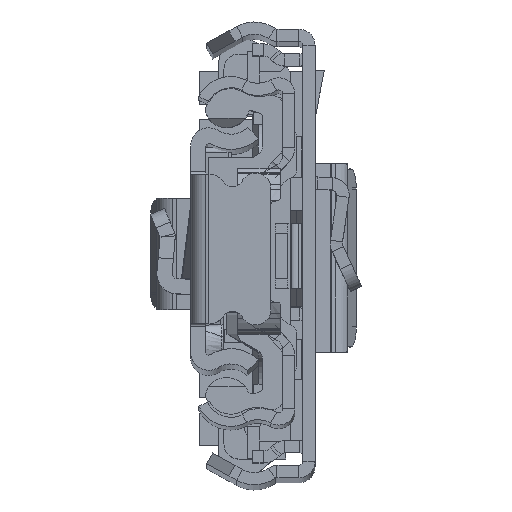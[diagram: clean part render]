
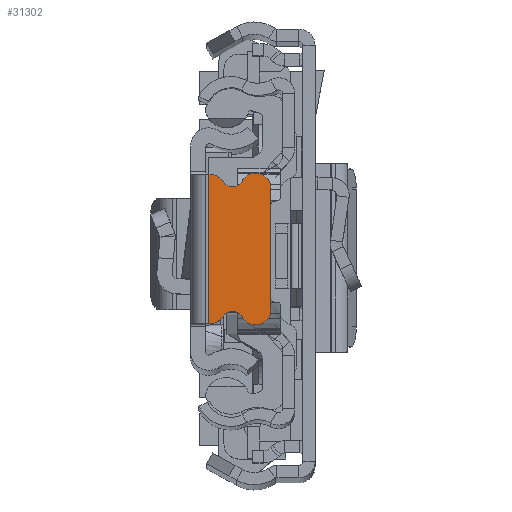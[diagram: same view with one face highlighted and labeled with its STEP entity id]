
A CAD part, top view. The second image highlights one B-rep face of the part: STEP entity #31302.
In plain terms, the highlighted planar face has unit normal (0, 0, 1).
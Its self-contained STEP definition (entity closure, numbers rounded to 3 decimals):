
#373 = DIRECTION ( 'NONE',  ( 1., 0., 0. ) ) ;
#1228 = AXIS2_PLACEMENT_3D ( 'NONE', #27323, #11395, #16497 ) ;
#1443 = CARTESIAN_POINT ( 'NONE',  ( -1.929, -5.87, 0. ) ) ;
#2695 = LINE ( 'NONE', #34247, #15778 ) ;
#2777 = FACE_OUTER_BOUND ( 'NONE', #28155, .T. ) ;
#2919 = ORIENTED_EDGE ( 'NONE', *, *, #26959, .T. ) ;
#3068 = ORIENTED_EDGE ( 'NONE', *, *, #12894, .T. ) ;
#3827 = DIRECTION ( 'NONE',  ( 0., 0., 1. ) ) ;
#4009 = CARTESIAN_POINT ( 'NONE',  ( -6.429, 6., 0. ) ) ;
#4289 = CIRCLE ( 'NONE', #13294, 1.5 ) ;
#4463 = VECTOR ( 'NONE', #5118, 1000. ) ;
#4482 = ORIENTED_EDGE ( 'NONE', *, *, #21356, .T. ) ;
#5118 = DIRECTION ( 'NONE',  ( 1., 0., 0. ) ) ;
#5251 = VERTEX_POINT ( 'NONE', #10302 ) ;
#5471 = DIRECTION ( 'NONE',  ( -1., 0., 0. ) ) ;
#5696 = VECTOR ( 'NONE', #29781, 1000. ) ;
#6015 = CIRCLE ( 'NONE', #8262, 1.1 ) ;
#6087 = VERTEX_POINT ( 'NONE', #21239 ) ;
#6303 = PLANE ( 'NONE',  #9511 ) ;
#6500 = EDGE_CURVE ( 'NONE', #15382, #20836, #10563, .T. ) ;
#7339 = AXIS2_PLACEMENT_3D ( 'NONE', #32675, #8708, #373 ) ;
#7522 = EDGE_CURVE ( 'NONE', #5251, #25350, #31054, .T. ) ;
#7765 = EDGE_CURVE ( 'NONE', #20836, #5251, #16344, .T. ) ;
#8262 = AXIS2_PLACEMENT_3D ( 'NONE', #20279, #12558, #25155 ) ;
#8708 = DIRECTION ( 'NONE',  ( 0., 0., 1. ) ) ;
#9511 = AXIS2_PLACEMENT_3D ( 'NONE', #32413, #19129, #24502 ) ;
#10088 = CARTESIAN_POINT ( 'NONE',  ( -1.929, 7.37, 0. ) ) ;
#10302 = CARTESIAN_POINT ( 'NONE',  ( -1.75, -7.37, 0. ) ) ;
#10563 = LINE ( 'NONE', #34188, #4463 ) ;
#11395 = DIRECTION ( 'NONE',  ( 0., 0., -1. ) ) ;
#12114 = CARTESIAN_POINT ( 'NONE',  ( -7.929, 6., 0. ) ) ;
#12558 = DIRECTION ( 'NONE',  ( 0., 0., -1. ) ) ;
#12894 = EDGE_CURVE ( 'NONE', #27279, #23176, #30826, .T. ) ;
#13294 = AXIS2_PLACEMENT_3D ( 'NONE', #1443, #17654, #21445 ) ;
#13369 = DIRECTION ( 'NONE',  ( 0., 0., 1. ) ) ;
#13568 = EDGE_CURVE ( 'NONE', #32502, #27279, #2695, .T. ) ;
#13714 = CARTESIAN_POINT ( 'NONE',  ( -1.75, 7.37, 0. ) ) ;
#13817 = ORIENTED_EDGE ( 'NONE', *, *, #22979, .T. ) ;
#14085 = VECTOR ( 'NONE', #17437, 1000. ) ;
#14248 = CIRCLE ( 'NONE', #22603, 1.5 ) ;
#15240 = CARTESIAN_POINT ( 'NONE',  ( -3.206, -6.658, 0. ) ) ;
#15382 = VERTEX_POINT ( 'NONE', #10088 ) ;
#15778 = VECTOR ( 'NONE', #28826, 1000. ) ;
#16179 = EDGE_CURVE ( 'NONE', #20681, #32502, #14248, .T. ) ;
#16344 = LINE ( 'NONE', #22097, #5696 ) ;
#16497 = DIRECTION ( 'NONE',  ( 1., 0., 0. ) ) ;
#17437 = DIRECTION ( 'NONE',  ( -1., 0., 0. ) ) ;
#17617 = CARTESIAN_POINT ( 'NONE',  ( -1.929, -7.37, 0. ) ) ;
#17643 = CARTESIAN_POINT ( 'NONE',  ( -5.109, 6.713, 0. ) ) ;
#17654 = DIRECTION ( 'NONE',  ( 0., 0., 1. ) ) ;
#19129 = DIRECTION ( 'NONE',  ( 0., 0., 1. ) ) ;
#19750 = ORIENTED_EDGE ( 'NONE', *, *, #16179, .T. ) ;
#19837 = ORIENTED_EDGE ( 'NONE', *, *, #24680, .T. ) ;
#20279 = CARTESIAN_POINT ( 'NONE',  ( -4.142, -7.236, 0. ) ) ;
#20681 = VERTEX_POINT ( 'NONE', #17643 ) ;
#20836 = VERTEX_POINT ( 'NONE', #13714 ) ;
#21239 = CARTESIAN_POINT ( 'NONE',  ( -3.206, 6.658, 0. ) ) ;
#21356 = EDGE_CURVE ( 'NONE', #15382, #6087, #33301, .T. ) ;
#21445 = DIRECTION ( 'NONE',  ( 1., 0., 0. ) ) ;
#21939 = CARTESIAN_POINT ( 'NONE',  ( -1.929, -7.37, 0. ) ) ;
#22097 = CARTESIAN_POINT ( 'NONE',  ( -1.75, 0., 0. ) ) ;
#22291 = CARTESIAN_POINT ( 'NONE',  ( -5.109, -6.713, 0. ) ) ;
#22603 = AXIS2_PLACEMENT_3D ( 'NONE', #4009, #3827, #31019 ) ;
#22979 = EDGE_CURVE ( 'NONE', #31154, #25350, #4289, .T. ) ;
#23176 = VERTEX_POINT ( 'NONE', #22291 ) ;
#23638 = CIRCLE ( 'NONE', #1228, 1.1 ) ;
#24502 = DIRECTION ( 'NONE',  ( 1., 0., 0. ) ) ;
#24680 = EDGE_CURVE ( 'NONE', #23176, #31154, #6015, .T. ) ;
#25155 = DIRECTION ( 'NONE',  ( -1., 0., 0. ) ) ;
#25350 = VERTEX_POINT ( 'NONE', #21939 ) ;
#26000 = ORIENTED_EDGE ( 'NONE', *, *, #6500, .F. ) ;
#26959 = EDGE_CURVE ( 'NONE', #6087, #20681, #23638, .T. ) ;
#27279 = VERTEX_POINT ( 'NONE', #28524 ) ;
#27323 = CARTESIAN_POINT ( 'NONE',  ( -4.142, 7.236, 0. ) ) ;
#28155 = EDGE_LOOP ( 'NONE', ( #30583, #26000, #4482, #2919, #19750, #28682, #3068, #19837, #13817, #33483 ) ) ;
#28524 = CARTESIAN_POINT ( 'NONE',  ( -7.929, -6., 0. ) ) ;
#28682 = ORIENTED_EDGE ( 'NONE', *, *, #13568, .T. ) ;
#28826 = DIRECTION ( 'NONE',  ( 0., -1., 0. ) ) ;
#29358 = AXIS2_PLACEMENT_3D ( 'NONE', #29453, #13369, #5471 ) ;
#29453 = CARTESIAN_POINT ( 'NONE',  ( -1.929, 5.87, 0. ) ) ;
#29781 = DIRECTION ( 'NONE',  ( 0., -1., 0. ) ) ;
#30583 = ORIENTED_EDGE ( 'NONE', *, *, #7765, .F. ) ;
#30826 = CIRCLE ( 'NONE', #7339, 1.5 ) ;
#31019 = DIRECTION ( 'NONE',  ( -1., 0., 0. ) ) ;
#31054 = LINE ( 'NONE', #17617, #14085 ) ;
#31154 = VERTEX_POINT ( 'NONE', #15240 ) ;
#31302 = ADVANCED_FACE ( 'NONE', ( #2777 ), #6303, .T. ) ;
#32413 = CARTESIAN_POINT ( 'NONE',  ( 292.771, 0., 0. ) ) ;
#32502 = VERTEX_POINT ( 'NONE', #12114 ) ;
#32675 = CARTESIAN_POINT ( 'NONE',  ( -6.429, -6., 0. ) ) ;
#33301 = CIRCLE ( 'NONE', #29358, 1.5 ) ;
#33483 = ORIENTED_EDGE ( 'NONE', *, *, #7522, .F. ) ;
#34188 = CARTESIAN_POINT ( 'NONE',  ( -1.929, 7.37, 0. ) ) ;
#34247 = CARTESIAN_POINT ( 'NONE',  ( -7.929, -6., 0. ) ) ;
